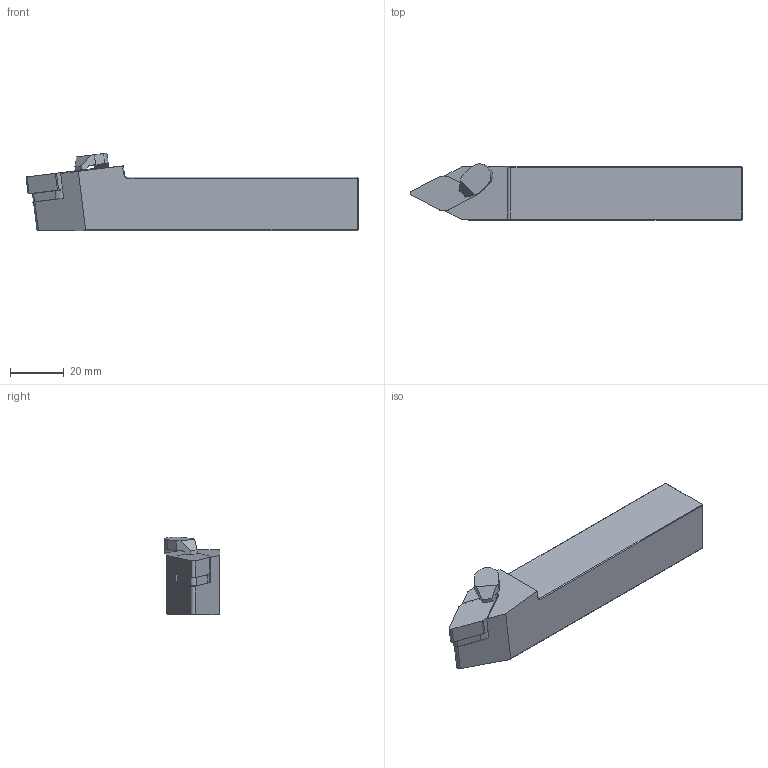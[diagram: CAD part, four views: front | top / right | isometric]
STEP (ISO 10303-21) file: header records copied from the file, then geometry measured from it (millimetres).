
FILE_DESCRIPTION(/* description */ (''),/* implementation_level */ '2;1');
FILE_NAME(/* name */ 'PDNNN-2020-K15C.stp',/* time_stamp */ '2023-09-29T15:23:03+03:00',/* author */ (''),/* organization */ (''),/* preprocessor_version */ 'ST-DEVELOPER v19.4',/* originating_system */ 'SIEMENS PLM Software NX2306.3001',/* authorisation */ '');
FILE_SCHEMA (('AUTOMOTIVE_DESIGN { 1 0 10303 214 3 1 1 1 }'));
Length unit declared in the file: millimetre
Products named in the file (1): PDNNN-2020-K15C
Bounding box: 124.07 x 20.91 x 28.97 mm (x, y, z)
Volume: 47039 mm3; surface area: 11205.6 mm2
Topology: 2 solids, 2 shells, 70 faces, 180 edges, 114 vertices
Faces by surface type: plane 52, cylinder 16, cone 2
Entity records: 2142 total; most frequent: CARTESIAN_POINT 383, ORIENTED_EDGE 360, DIRECTION 359, EDGE_CURVE 180, LINE 139, VECTOR 139, VERTEX_POINT 114, AXIS2_PLACEMENT_3D 110
